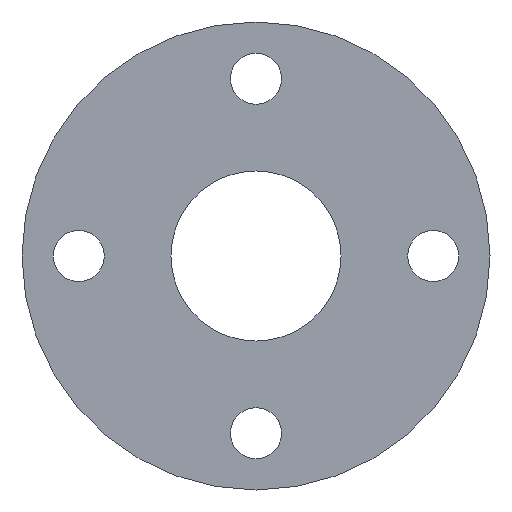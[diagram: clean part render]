
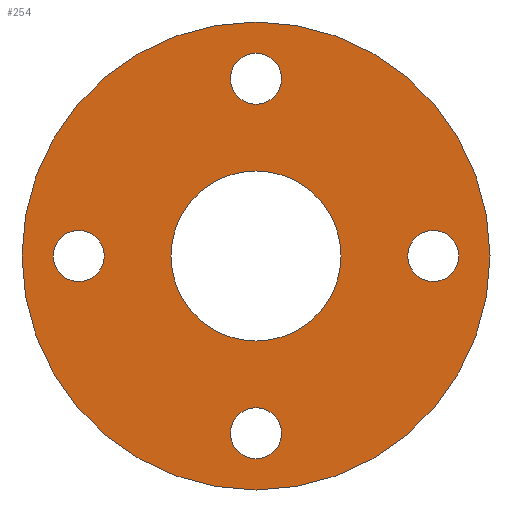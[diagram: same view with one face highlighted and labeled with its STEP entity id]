
A CAD part, front view. The second image highlights one B-rep face of the part: STEP entity #254.
In plain terms, the highlighted planar face has unit normal (0, -1, 0).
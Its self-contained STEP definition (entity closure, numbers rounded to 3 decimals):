
#2 = CIRCLE ( 'NONE', #52, 30. ) ;
#3 = CIRCLE ( 'NONE', #79, 30. ) ;
#9 = DIRECTION ( 'NONE',  ( 0., 0., -1. ) ) ;
#13 = EDGE_LOOP ( 'NONE', ( #256, #197 ) ) ;
#16 = CIRCLE ( 'NONE', #381, 9. ) ;
#22 = VERTEX_POINT ( 'NONE', #463 ) ;
#23 = ORIENTED_EDGE ( 'NONE', *, *, #56, .F. ) ;
#27 = VERTEX_POINT ( 'NONE', #426 ) ;
#31 = CARTESIAN_POINT ( 'NONE',  ( 0., 0., -30. ) ) ;
#44 = FACE_BOUND ( 'NONE', #241, .T. ) ;
#52 = AXIS2_PLACEMENT_3D ( 'NONE', #571, #214, #298 ) ;
#56 = EDGE_CURVE ( 'NONE', #574, #71, #492, .T. ) ;
#60 = CARTESIAN_POINT ( 'NONE',  ( 0., 0., 0. ) ) ;
#70 = CIRCLE ( 'NONE', #406, 9. ) ;
#71 = VERTEX_POINT ( 'NONE', #81 ) ;
#79 = AXIS2_PLACEMENT_3D ( 'NONE', #60, #285, #437 ) ;
#81 = CARTESIAN_POINT ( 'NONE',  ( 0., 0., 53.5 ) ) ;
#84 = EDGE_CURVE ( 'NONE', #433, #27, #2, .T. ) ;
#91 = CARTESIAN_POINT ( 'NONE',  ( 0., 0., -62.5 ) ) ;
#94 = DIRECTION ( 'NONE',  ( 0., -1., 0. ) ) ;
#119 = VERTEX_POINT ( 'NONE', #443 ) ;
#121 = DIRECTION ( 'NONE',  ( 0., 0., 1. ) ) ;
#126 = CARTESIAN_POINT ( 'NONE',  ( -62.5, 0., -9. ) ) ;
#135 = DIRECTION ( 'NONE',  ( 0., -1., 0. ) ) ;
#137 = DIRECTION ( 'NONE',  ( 0., 0., -1. ) ) ;
#145 = AXIS2_PLACEMENT_3D ( 'NONE', #585, #177, #411 ) ;
#148 = DIRECTION ( 'NONE',  ( 0., 0., -1. ) ) ;
#152 = FACE_BOUND ( 'NONE', #13, .T. ) ;
#153 = DIRECTION ( 'NONE',  ( 0., -1., 0. ) ) ;
#154 = CIRCLE ( 'NONE', #290, 9. ) ;
#156 = CARTESIAN_POINT ( 'NONE',  ( 62.5, 0., -9. ) ) ;
#161 = ORIENTED_EDGE ( 'NONE', *, *, #485, .T. ) ;
#166 = CIRCLE ( 'NONE', #477, 82.5 ) ;
#167 = VERTEX_POINT ( 'NONE', #126 ) ;
#171 = CARTESIAN_POINT ( 'NONE',  ( -62.5, 0., 0. ) ) ;
#177 = DIRECTION ( 'NONE',  ( 0., -1., 0. ) ) ;
#179 = FACE_BOUND ( 'NONE', #212, .T. ) ;
#183 = EDGE_CURVE ( 'NONE', #569, #22, #222, .T. ) ;
#187 = CIRCLE ( 'NONE', #329, 9. ) ;
#191 = PLANE ( 'NONE',  #526 ) ;
#197 = ORIENTED_EDGE ( 'NONE', *, *, #349, .F. ) ;
#198 = EDGE_LOOP ( 'NONE', ( #288, #23 ) ) ;
#210 = DIRECTION ( 'NONE',  ( 0., 1., 0. ) ) ;
#212 = EDGE_LOOP ( 'NONE', ( #161, #280 ) ) ;
#214 = DIRECTION ( 'NONE',  ( 0., 1., 0. ) ) ;
#217 = DIRECTION ( 'NONE',  ( 0., -1., 0. ) ) ;
#222 = CIRCLE ( 'NONE', #407, 82.5 ) ;
#226 = CARTESIAN_POINT ( 'NONE',  ( -62.5, 0., 9. ) ) ;
#227 = DIRECTION ( 'NONE',  ( 0., 0., -1. ) ) ;
#231 = FACE_BOUND ( 'NONE', #198, .T. ) ;
#235 = DIRECTION ( 'NONE',  ( 0., -1., 0. ) ) ;
#239 = VERTEX_POINT ( 'NONE', #548 ) ;
#241 = EDGE_LOOP ( 'NONE', ( #340, #369 ) ) ;
#242 = EDGE_CURVE ( 'NONE', #427, #119, #70, .T. ) ;
#254 = ADVANCED_FACE ( 'NONE', ( #44, #231, #277, #152, #179, #272 ), #191, .T. ) ;
#256 = ORIENTED_EDGE ( 'NONE', *, *, #242, .F. ) ;
#270 = EDGE_LOOP ( 'NONE', ( #326, #283 ) ) ;
#272 = FACE_OUTER_BOUND ( 'NONE', #284, .T. ) ;
#277 = FACE_BOUND ( 'NONE', #270, .T. ) ;
#280 = ORIENTED_EDGE ( 'NONE', *, *, #84, .T. ) ;
#283 = ORIENTED_EDGE ( 'NONE', *, *, #438, .F. ) ;
#284 = EDGE_LOOP ( 'NONE', ( #313, #518 ) ) ;
#285 = DIRECTION ( 'NONE',  ( 0., 1., 0. ) ) ;
#288 = ORIENTED_EDGE ( 'NONE', *, *, #470, .F. ) ;
#290 = AXIS2_PLACEMENT_3D ( 'NONE', #586, #94, #227 ) ;
#297 = CARTESIAN_POINT ( 'NONE',  ( 0., 0., -71.5 ) ) ;
#298 = DIRECTION ( 'NONE',  ( 0., 0., 1. ) ) ;
#307 = DIRECTION ( 'NONE',  ( 0., 0., -1. ) ) ;
#313 = ORIENTED_EDGE ( 'NONE', *, *, #542, .F. ) ;
#317 = VERTEX_POINT ( 'NONE', #226 ) ;
#318 = AXIS2_PLACEMENT_3D ( 'NONE', #359, #422, #9 ) ;
#326 = ORIENTED_EDGE ( 'NONE', *, *, #558, .F. ) ;
#329 = AXIS2_PLACEMENT_3D ( 'NONE', #380, #217, #563 ) ;
#340 = ORIENTED_EDGE ( 'NONE', *, *, #388, .F. ) ;
#349 = EDGE_CURVE ( 'NONE', #119, #427, #363, .T. ) ;
#359 = CARTESIAN_POINT ( 'NONE',  ( 0., 0., -62.5 ) ) ;
#363 = CIRCLE ( 'NONE', #318, 9. ) ;
#364 = CARTESIAN_POINT ( 'NONE',  ( 0., 0., -82.5 ) ) ;
#369 = ORIENTED_EDGE ( 'NONE', *, *, #374, .F. ) ;
#372 = CARTESIAN_POINT ( 'NONE',  ( 0., 0., 82.5 ) ) ;
#374 = EDGE_CURVE ( 'NONE', #239, #471, #478, .T. ) ;
#380 = CARTESIAN_POINT ( 'NONE',  ( 0., 0., 62.5 ) ) ;
#381 = AXIS2_PLACEMENT_3D ( 'NONE', #171, #481, #468 ) ;
#384 = DIRECTION ( 'NONE',  ( 0., 0., -1. ) ) ;
#388 = EDGE_CURVE ( 'NONE', #471, #239, #405, .T. ) ;
#405 = CIRCLE ( 'NONE', #495, 9. ) ;
#406 = AXIS2_PLACEMENT_3D ( 'NONE', #91, #235, #137 ) ;
#407 = AXIS2_PLACEMENT_3D ( 'NONE', #581, #486, #121 ) ;
#411 = DIRECTION ( 'NONE',  ( 0., 0., -1. ) ) ;
#418 = CARTESIAN_POINT ( 'NONE',  ( 0., 0., 71.5 ) ) ;
#422 = DIRECTION ( 'NONE',  ( 0., -1., 0. ) ) ;
#426 = CARTESIAN_POINT ( 'NONE',  ( 0., 0., 30. ) ) ;
#427 = VERTEX_POINT ( 'NONE', #297 ) ;
#433 = VERTEX_POINT ( 'NONE', #31 ) ;
#434 = CARTESIAN_POINT ( 'NONE',  ( 0., 0., 0. ) ) ;
#437 = DIRECTION ( 'NONE',  ( 0., 0., 1. ) ) ;
#438 = EDGE_CURVE ( 'NONE', #317, #167, #16, .T. ) ;
#443 = CARTESIAN_POINT ( 'NONE',  ( 0., 0., -53.5 ) ) ;
#463 = CARTESIAN_POINT ( 'NONE',  ( 0., 0., 82.5 ) ) ;
#468 = DIRECTION ( 'NONE',  ( 0., 0., -1. ) ) ;
#470 = EDGE_CURVE ( 'NONE', #71, #574, #187, .T. ) ;
#471 = VERTEX_POINT ( 'NONE', #156 ) ;
#477 = AXIS2_PLACEMENT_3D ( 'NONE', #434, #210, #570 ) ;
#478 = CIRCLE ( 'NONE', #145, 9. ) ;
#481 = DIRECTION ( 'NONE',  ( 0., -1., 0. ) ) ;
#485 = EDGE_CURVE ( 'NONE', #27, #433, #3, .T. ) ;
#486 = DIRECTION ( 'NONE',  ( 0., 1., 0. ) ) ;
#492 = CIRCLE ( 'NONE', #573, 9. ) ;
#495 = AXIS2_PLACEMENT_3D ( 'NONE', #541, #135, #307 ) ;
#518 = ORIENTED_EDGE ( 'NONE', *, *, #183, .F. ) ;
#526 = AXIS2_PLACEMENT_3D ( 'NONE', #372, #555, #148 ) ;
#541 = CARTESIAN_POINT ( 'NONE',  ( 62.5, 0., 0. ) ) ;
#542 = EDGE_CURVE ( 'NONE', #22, #569, #166, .T. ) ;
#548 = CARTESIAN_POINT ( 'NONE',  ( 62.5, 0., 9. ) ) ;
#555 = DIRECTION ( 'NONE',  ( 0., -1., 0. ) ) ;
#558 = EDGE_CURVE ( 'NONE', #167, #317, #154, .T. ) ;
#560 = CARTESIAN_POINT ( 'NONE',  ( 0., 0., 62.5 ) ) ;
#563 = DIRECTION ( 'NONE',  ( 0., 0., -1. ) ) ;
#569 = VERTEX_POINT ( 'NONE', #364 ) ;
#570 = DIRECTION ( 'NONE',  ( 0., 0., 1. ) ) ;
#571 = CARTESIAN_POINT ( 'NONE',  ( 0., 0., 0. ) ) ;
#573 = AXIS2_PLACEMENT_3D ( 'NONE', #560, #153, #384 ) ;
#574 = VERTEX_POINT ( 'NONE', #418 ) ;
#581 = CARTESIAN_POINT ( 'NONE',  ( 0., 0., 0. ) ) ;
#585 = CARTESIAN_POINT ( 'NONE',  ( 62.5, 0., 0. ) ) ;
#586 = CARTESIAN_POINT ( 'NONE',  ( -62.5, 0., 0. ) ) ;
